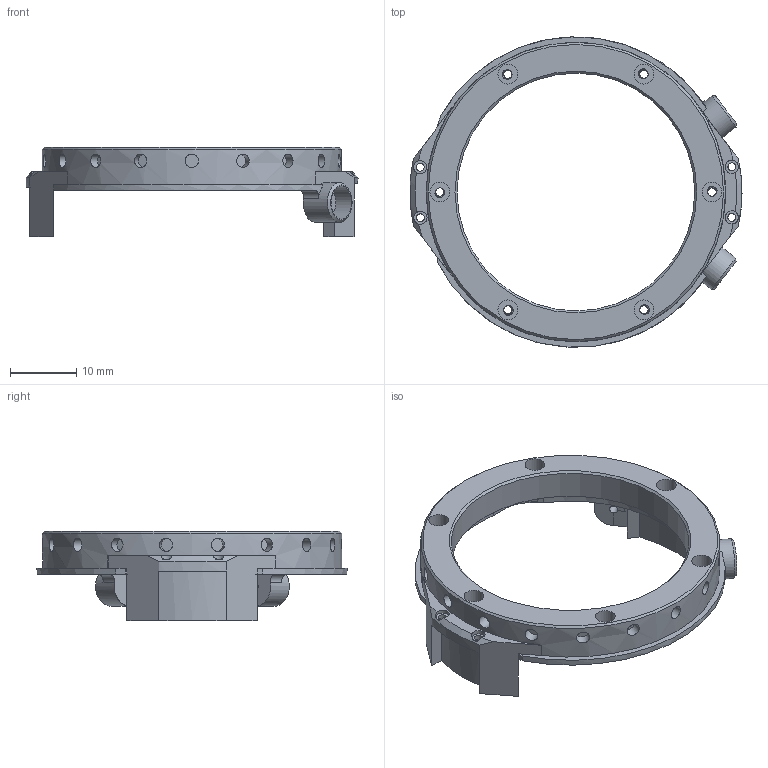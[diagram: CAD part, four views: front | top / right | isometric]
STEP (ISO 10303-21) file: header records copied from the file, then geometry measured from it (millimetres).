
FILE_DESCRIPTION(/* description */ (''),/* implementation_level */ '2;1');
FILE_NAME(/* name */ 'Upper-Ring.step',/* time_stamp */ '2023-02-04T13:18:21+01:00',/* author */ (''),/* organization */ (''),/* preprocessor_version */ 'ST-DEVELOPER v19.2',/* originating_system */ 'Autodesk Translation Framework v11.17.0.187',/* authorisation */ '');
FILE_SCHEMA (('AUTOMOTIVE_DESIGN { 1 0 10303 214 3 1 1 }'));
Length unit declared in the file: millimetre
Products named in the file (1): Fusion-Komponente
Bounding box: 50.26 x 46.96 x 13.5 mm (x, y, z)
Volume: 3898.1 mm3; surface area: 4606.2 mm2
Topology: 1 solids, 1 shells, 309 faces, 879 edges, 589 vertices
Faces by surface type: cylinder 207, plane 83, bspline 13, cone 6
Full cylindrical faces by diameter (mm): 1.197 x1, 1.2 x3, 1.25 x2, 1.271 x30, 1.668 x22, 2 x22, 3 x6, 5 x2, 6 x2, 36 x1, 39.046 x1, 45.3 x1
Entity records: 20219 total; most frequent: CARTESIAN_POINT 12706, ORIENTED_EDGE 1758, DIRECTION 1235, EDGE_CURVE 879, VERTEX_POINT 589, AXIS2_PLACEMENT_3D 450, B_SPLINE_CURVE_WITH_KNOTS 386, EDGE_LOOP 366
